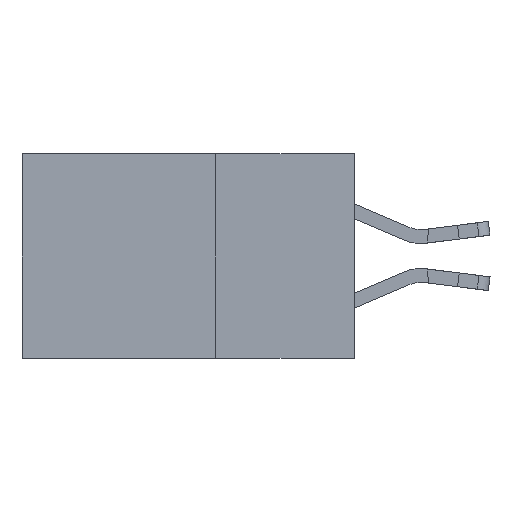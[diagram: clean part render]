
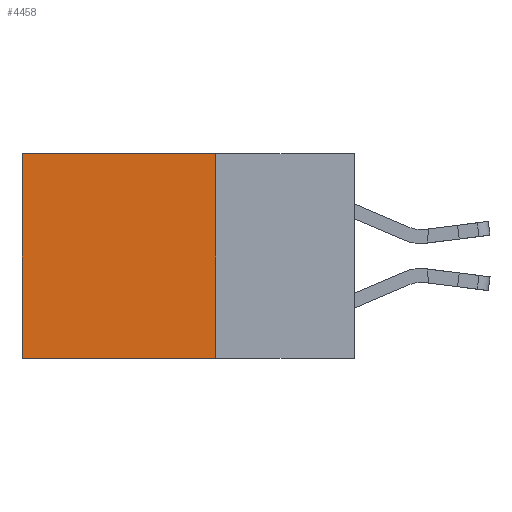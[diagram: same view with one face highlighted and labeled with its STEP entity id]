
A CAD part, left-side view. The second image highlights one B-rep face of the part: STEP entity #4458.
In plain terms, the highlighted planar face has unit normal (-1, 0, 0).
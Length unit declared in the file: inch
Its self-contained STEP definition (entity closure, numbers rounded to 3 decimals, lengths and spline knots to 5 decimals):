
#373 = CARTESIAN_POINT ( 'NONE',  ( 0.2615, 0.6, -0.37 ) ) ;
#400 = DIRECTION ( 'NONE',  ( 0., 1., 0. ) ) ;
#871 = ORIENTED_EDGE ( 'NONE', *, *, #2635, .F. ) ;
#2316 = VECTOR ( 'NONE', #5533, 39.37008 ) ;
#2635 = EDGE_CURVE ( 'NONE', #3391, #4400, #3428, .T. ) ;
#2706 = ORIENTED_EDGE ( 'NONE', *, *, #6891, .T. ) ;
#2800 = CARTESIAN_POINT ( 'NONE',  ( 0.2615, 0.25, -0.37 ) ) ;
#3185 = VECTOR ( 'NONE', #3535, 39.37008 ) ;
#3209 = ORIENTED_EDGE ( 'NONE', *, *, #8376, .T. ) ;
#3325 = DIRECTION ( 'NONE',  ( 0., 0., -1. ) ) ;
#3391 = VERTEX_POINT ( 'NONE', #8883 ) ;
#3428 = LINE ( 'NONE', #8364, #3185 ) ;
#3535 = DIRECTION ( 'NONE',  ( 0., 0., -1. ) ) ;
#3906 = CARTESIAN_POINT ( 'NONE',  ( 0.2615, 0.25, -0.37 ) ) ;
#4011 = PLANE ( 'NONE',  #4493 ) ;
#4400 = VERTEX_POINT ( 'NONE', #3906 ) ;
#4458 = ADVANCED_FACE ( 'NONE', ( #6455 ), #4011, .F. ) ;
#4493 = AXIS2_PLACEMENT_3D ( 'NONE', #6399, #8108, #3325 ) ;
#4671 = VECTOR ( 'NONE', #400, 39.37008 ) ;
#4722 = CARTESIAN_POINT ( 'NONE',  ( 0.2615, 0.6, -0.37 ) ) ;
#4726 = VERTEX_POINT ( 'NONE', #6267 ) ;
#5033 = CARTESIAN_POINT ( 'NONE',  ( 0.2615, 0.25, 0. ) ) ;
#5533 = DIRECTION ( 'NONE',  ( 0., 0., -1. ) ) ;
#5816 = LINE ( 'NONE', #2800, #4671 ) ;
#5831 = LINE ( 'NONE', #5033, #8714 ) ;
#6267 = CARTESIAN_POINT ( 'NONE',  ( 0.2615, 0.6, 0. ) ) ;
#6399 = CARTESIAN_POINT ( 'NONE',  ( 0.2615, 0.25, -0.37 ) ) ;
#6455 = FACE_OUTER_BOUND ( 'NONE', #7111, .T. ) ;
#6652 = VERTEX_POINT ( 'NONE', #373 ) ;
#6662 = ORIENTED_EDGE ( 'NONE', *, *, #8832, .F. ) ;
#6891 = EDGE_CURVE ( 'NONE', #4726, #6652, #8623, .T. ) ;
#7111 = EDGE_LOOP ( 'NONE', ( #2706, #6662, #871, #3209 ) ) ;
#8108 = DIRECTION ( 'NONE',  ( 1., 0., 0. ) ) ;
#8364 = CARTESIAN_POINT ( 'NONE',  ( 0.2615, 0.25, -0.37 ) ) ;
#8376 = EDGE_CURVE ( 'NONE', #3391, #4726, #5831, .T. ) ;
#8623 = LINE ( 'NONE', #4722, #2316 ) ;
#8714 = VECTOR ( 'NONE', #9955, 39.37008 ) ;
#8832 = EDGE_CURVE ( 'NONE', #4400, #6652, #5816, .T. ) ;
#8883 = CARTESIAN_POINT ( 'NONE',  ( 0.2615, 0.25, 0. ) ) ;
#9955 = DIRECTION ( 'NONE',  ( 0., 1., 0. ) ) ;
